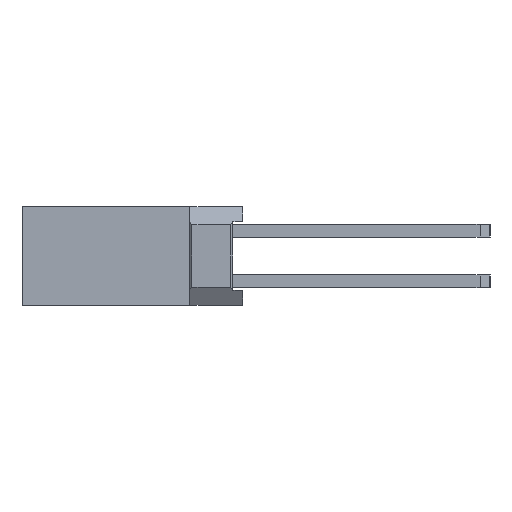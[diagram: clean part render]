
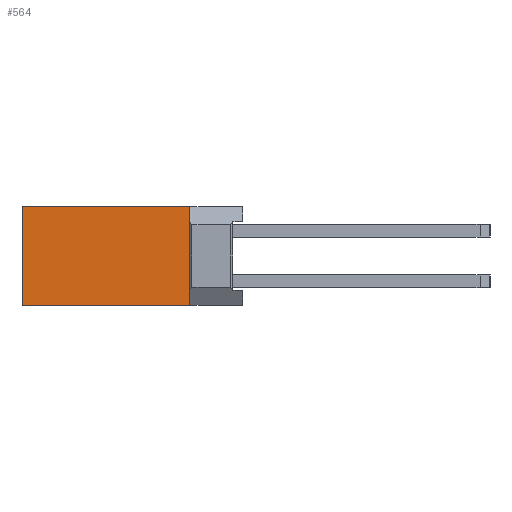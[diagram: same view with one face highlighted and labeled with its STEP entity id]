
A CAD part, left-side view. The second image highlights one B-rep face of the part: STEP entity #564.
In plain terms, the highlighted planar face has unit normal (-1, 0, 0).
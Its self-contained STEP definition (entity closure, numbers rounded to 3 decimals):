
#564=ADVANCED_FACE('',(#3763),#3764,.T.);
#3763=FACE_OUTER_BOUND('',#10101,.T.);
#3764=PLANE('',#10102);
#10101=EDGE_LOOP('',(#17095,#17096,#17097,#17098));
#10102=AXIS2_PLACEMENT_3D('',#17099,#17100,#17101);
#17095=ORIENTED_EDGE('',*,*,#42130,.T.);
#17096=ORIENTED_EDGE('',*,*,#41987,.T.);
#17097=ORIENTED_EDGE('',*,*,#41728,.T.);
#17098=ORIENTED_EDGE('',*,*,#42218,.T.);
#17099=CARTESIAN_POINT('',(0.94,0.0,0.0));
#17100=DIRECTION('',(-1.0,0.0,0.0));
#17101=DIRECTION('',(0.0,0.0,1.0));
#41728=EDGE_CURVE('',#49907,#49905,#49908,.T.);
#41987=EDGE_CURVE('',#50392,#49907,#50393,.T.);
#42130=EDGE_CURVE('',#50652,#50392,#50656,.T.);
#42218=EDGE_CURVE('',#49905,#50652,#50807,.T.);
#49905=VERTEX_POINT('',#63253);
#49907=VERTEX_POINT('',#63256);
#49908=LINE('',#63257,#63258);
#50392=VERTEX_POINT('',#64000);
#50393=LINE('',#64001,#64002);
#50652=VERTEX_POINT('',#64401);
#50656=LINE('',#64407,#64408);
#50807=LINE('',#64646,#64647);
#63253=CARTESIAN_POINT('',(0.94,0.0,-1.23));
#63256=CARTESIAN_POINT('',(0.94,0.0,3.77));
#63257=CARTESIAN_POINT('',(0.94,0.0,3.77));
#63258=VECTOR('',#83937,5.0);
#64000=CARTESIAN_POINT('',(0.94,-8.4,3.77));
#64001=CARTESIAN_POINT('',(0.94,-8.4,3.77));
#64002=VECTOR('',#84196,8.4);
#64401=CARTESIAN_POINT('',(0.94,-8.4,-1.23));
#64407=CARTESIAN_POINT('',(0.94,-8.4,-1.23));
#64408=VECTOR('',#84339,5.0);
#64646=CARTESIAN_POINT('',(0.94,0.0,-1.23));
#64647=VECTOR('',#84427,8.4);
#83937=DIRECTION('',(0.0,0.0,-1.0));
#84196=DIRECTION('',(0.0,1.0,0.0));
#84339=DIRECTION('',(0.0,0.0,1.0));
#84427=DIRECTION('',(0.0,-1.0,0.0));
